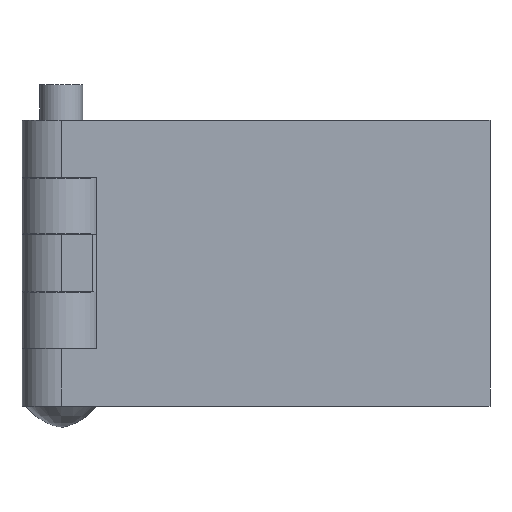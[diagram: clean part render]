
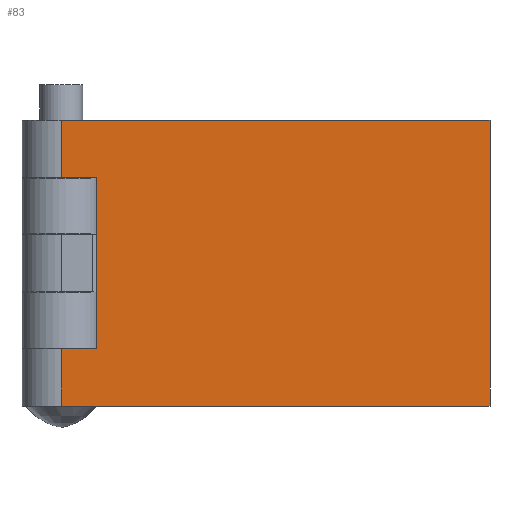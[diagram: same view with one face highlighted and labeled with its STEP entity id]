
A CAD part, front view. The second image highlights one B-rep face of the part: STEP entity #83.
In plain terms, the highlighted planar face has unit normal (0, -1, 0).
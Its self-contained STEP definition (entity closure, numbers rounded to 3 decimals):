
#83 = ADVANCED_FACE( '', ( #193 ), #194, .T. );
#193 = FACE_OUTER_BOUND( '', #339, .T. );
#194 = PLANE( '', #340 );
#339 = EDGE_LOOP( '', ( #564, #565, #566, #567, #568, #569, #570, #571 ) );
#340 = AXIS2_PLACEMENT_3D( '', #572, #573, #574 );
#564 = ORIENTED_EDGE( '', *, *, #898, .F. );
#565 = ORIENTED_EDGE( '', *, *, #899, .F. );
#566 = ORIENTED_EDGE( '', *, *, #870, .F. );
#567 = ORIENTED_EDGE( '', *, *, #900, .T. );
#568 = ORIENTED_EDGE( '', *, *, #901, .T. );
#569 = ORIENTED_EDGE( '', *, *, #886, .F. );
#570 = ORIENTED_EDGE( '', *, *, #854, .T. );
#571 = ORIENTED_EDGE( '', *, *, #902, .T. );
#572 = CARTESIAN_POINT( '', ( 0., -5.5, 12. ) );
#573 = DIRECTION( '', ( 0., -1., 0. ) );
#574 = DIRECTION( '', ( 0., 0., -1. ) );
#854 = EDGE_CURVE( '', #1003, #1001, #1004, .T. );
#870 = EDGE_CURVE( '', #1029, #1025, #1031, .T. );
#886 = EDGE_CURVE( '', #1003, #1060, #1061, .T. );
#898 = EDGE_CURVE( '', #1079, #1080, #1081, .T. );
#899 = EDGE_CURVE( '', #1025, #1079, #1082, .T. );
#900 = EDGE_CURVE( '', #1029, #1083, #1084, .T. );
#901 = EDGE_CURVE( '', #1083, #1060, #1085, .T. );
#902 = EDGE_CURVE( '', #1001, #1080, #1086, .T. );
#1001 = VERTEX_POINT( '', #1216 );
#1003 = VERTEX_POINT( '', #1218 );
#1004 = LINE( '', #1219, #1220 );
#1025 = VERTEX_POINT( '', #1247 );
#1029 = VERTEX_POINT( '', #1252 );
#1031 = LINE( '', #1254, #1255 );
#1060 = VERTEX_POINT( '', #1296 );
#1061 = LINE( '', #1297, #1298 );
#1079 = VERTEX_POINT( '', #1321 );
#1080 = VERTEX_POINT( '', #1322 );
#1081 = LINE( '', #1323, #1324 );
#1082 = LINE( '', #1325, #1326 );
#1083 = VERTEX_POINT( '', #1327 );
#1084 = LINE( '', #1328, #1329 );
#1085 = LINE( '', #1330, #1331 );
#1086 = LINE( '', #1332, #1333 );
#1216 = CARTESIAN_POINT( '', ( 0., -5.5, -20. ) );
#1218 = CARTESIAN_POINT( '', ( 0., -5.5, -12. ) );
#1219 = CARTESIAN_POINT( '', ( 0., -5.5, -12. ) );
#1220 = VECTOR( '', #1497, 1000. );
#1247 = CARTESIAN_POINT( '', ( 0., -5.5, 20. ) );
#1252 = CARTESIAN_POINT( '', ( 0., -5.5, 12. ) );
#1254 = CARTESIAN_POINT( '', ( 0., -5.5, 12. ) );
#1255 = VECTOR( '', #1520, 1000. );
#1296 = CARTESIAN_POINT( '', ( 4.907, -5.5, -12. ) );
#1297 = CARTESIAN_POINT( '', ( 0., -5.5, -12. ) );
#1298 = VECTOR( '', #1536, 1000. );
#1321 = CARTESIAN_POINT( '', ( 60., -5.5, 20. ) );
#1322 = CARTESIAN_POINT( '', ( 60., -5.5, -20. ) );
#1323 = CARTESIAN_POINT( '', ( 60., -5.5, 20. ) );
#1324 = VECTOR( '', #1551, 1000. );
#1325 = CARTESIAN_POINT( '', ( 0., -5.5, 20. ) );
#1326 = VECTOR( '', #1552, 1000. );
#1327 = CARTESIAN_POINT( '', ( 4.907, -5.5, 12. ) );
#1328 = CARTESIAN_POINT( '', ( 0., -5.5, 12. ) );
#1329 = VECTOR( '', #1553, 1000. );
#1330 = CARTESIAN_POINT( '', ( 4.907, -5.5, 20. ) );
#1331 = VECTOR( '', #1554, 1000. );
#1332 = CARTESIAN_POINT( '', ( 0., -5.5, -20. ) );
#1333 = VECTOR( '', #1555, 1000. );
#1497 = DIRECTION( '', ( 0., 0., -1. ) );
#1520 = DIRECTION( '', ( 0., 0., 1. ) );
#1536 = DIRECTION( '', ( 1., 0., 0. ) );
#1551 = DIRECTION( '', ( 0., 0., -1. ) );
#1552 = DIRECTION( '', ( 1., 0., 0. ) );
#1553 = DIRECTION( '', ( 1., 0., 0. ) );
#1554 = DIRECTION( '', ( 0., 0., -1. ) );
#1555 = DIRECTION( '', ( 1., 0., 0. ) );
